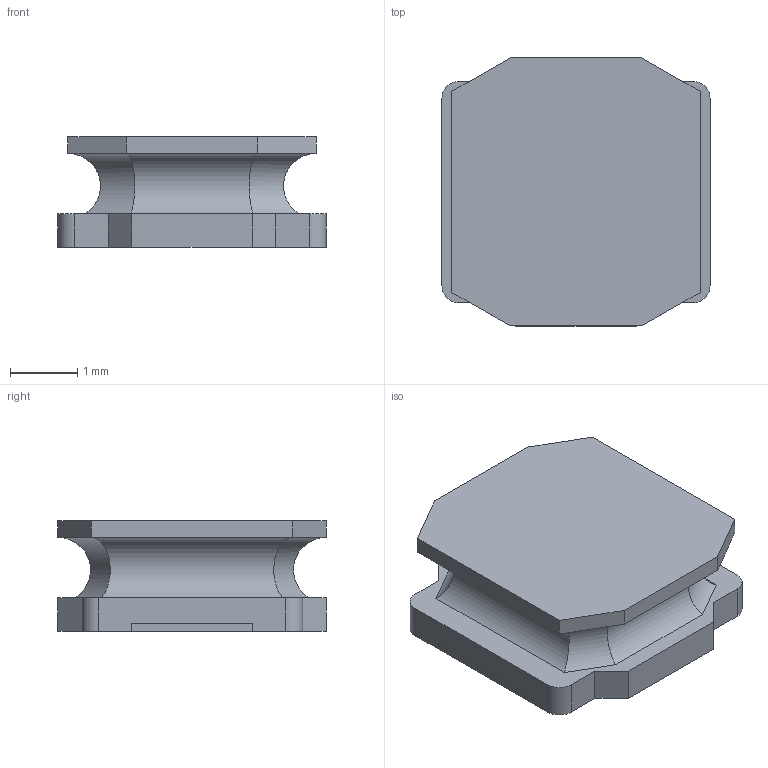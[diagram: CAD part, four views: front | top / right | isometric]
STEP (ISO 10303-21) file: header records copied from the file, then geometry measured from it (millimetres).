
FILE_DESCRIPTION(/* description */ (''),/* implementation_level */ '2;1');
FILE_NAME(/* name */ 'lqh44pn220mprl.step',/* time_stamp */ '2023-07-02T22:44:02-07:00',/* author */ (''),/* organization */ (''),/* preprocessor_version */ 'ST-DEVELOPER v19.2',/* originating_system */ 'Autodesk Translation Framework v12.6.0.85',/* authorisation */ '');
FILE_SCHEMA (('AUTOMOTIVE_DESIGN { 1 0 10303 214 3 1 1 }'));
Length unit declared in the file: millimetre
Products named in the file (1): lqh44pn220mprl
Bounding box: 4 x 4 x 1.65 mm (x, y, z)
Volume: 18.9 mm3; surface area: 72.1 mm2
Topology: 3 solids, 3 shells, 87 faces, 232 edges, 152 vertices
Faces by surface type: plane 75, cylinder 12
Entity records: 2703 total; most frequent: CARTESIAN_POINT 472, ORIENTED_EDGE 464, DIRECTION 424, EDGE_CURVE 232, LINE 216, VECTOR 216, VERTEX_POINT 152, AXIS2_PLACEMENT_3D 104
